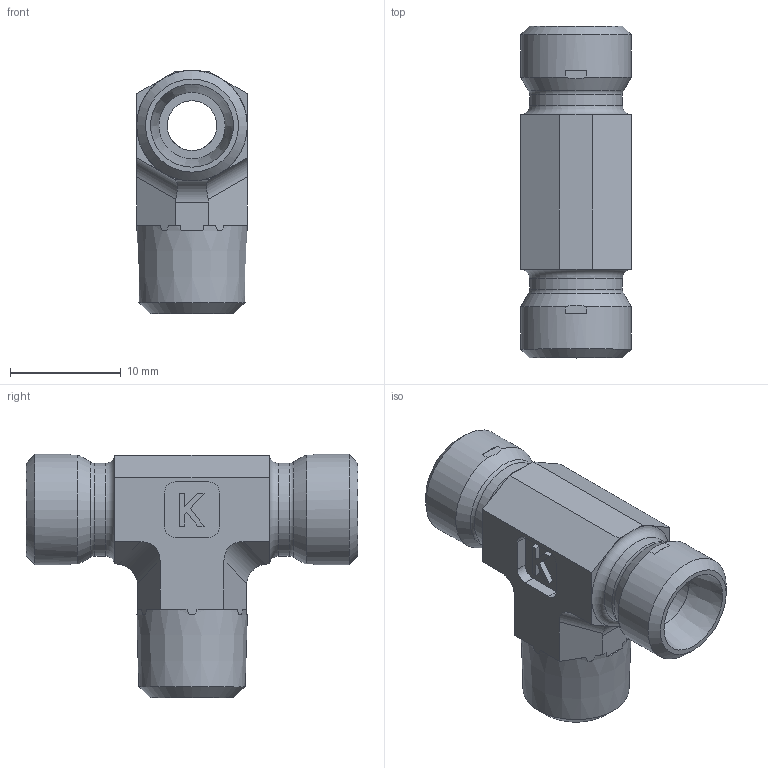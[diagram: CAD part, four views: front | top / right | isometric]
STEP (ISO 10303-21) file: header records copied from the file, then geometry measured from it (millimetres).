
FILE_DESCRIPTION((''),'2;1');
FILE_NAME('28001061810.stp','2014-08-22T14:41:13',(''),('KNOMI spol. s r. o.'),'Autodesk Inventor 2012','Autodesk Inventor 2012','');
FILE_SCHEMA(('AUTOMOTIVE_DESIGN { 1 2 10303 214 0 1 1 1 }'));
Length unit declared in the file: millimetre
Products named in the file (1): THCR1 6LLRkuž R1/8/ M10x1
Bounding box: 10.01 x 30 x 22 mm (x, y, z)
Volume: 2359.8 mm3; surface area: 2142.9 mm2
Topology: 1 solids, 1 shells, 111 faces, 298 edges, 192 vertices
Faces by surface type: plane 80, cylinder 18, cone 9, torus 4
Full cylindrical faces by diameter (mm): 4.5 x2, 6 x2, 8.4 x2, 10 x2
Entity records: 3284 total; most frequent: CARTESIAN_POINT 632, DIRECTION 552, ORIENTED_EDGE 528, EDGE_CURVE 264, AXIS2_PLACEMENT_3D 200, VERTEX_POINT 180, VECTOR 152, LINE 152
